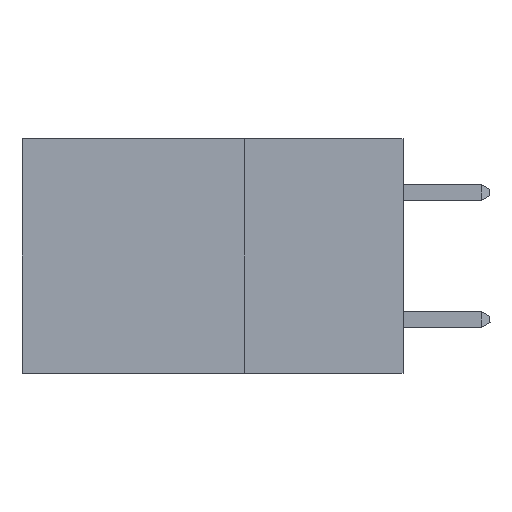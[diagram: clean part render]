
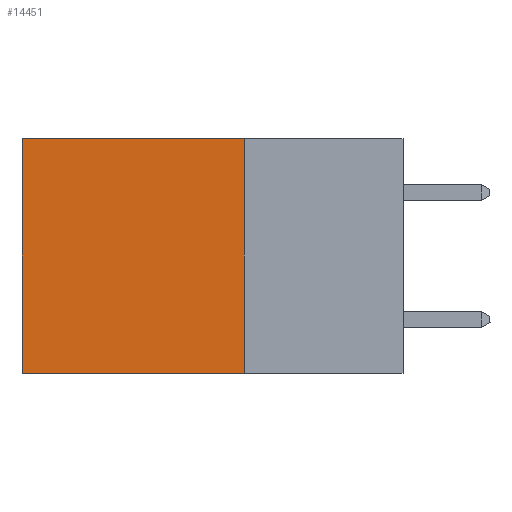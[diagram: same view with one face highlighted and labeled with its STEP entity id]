
A CAD part, left-side view. The second image highlights one B-rep face of the part: STEP entity #14451.
In plain terms, the highlighted planar face has unit normal (-1, 0, 0).
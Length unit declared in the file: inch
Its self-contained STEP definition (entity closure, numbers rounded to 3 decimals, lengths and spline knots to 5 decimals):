
#159 = DIRECTION ( 'NONE',  ( 0., 0., -1. ) ) ;
#1335 = DIRECTION ( 'NONE',  ( 0., 1., 0. ) ) ;
#2500 = VERTEX_POINT ( 'NONE', #15732 ) ;
#2871 = VECTOR ( 'NONE', #12094, 39.37008 ) ;
#2888 = CARTESIAN_POINT ( 'NONE',  ( 0.2875, 0.25, 0. ) ) ;
#2893 = CARTESIAN_POINT ( 'NONE',  ( 0.2875, 0.6, 0. ) ) ;
#4086 = EDGE_CURVE ( 'NONE', #9535, #17967, #12218, .T. ) ;
#5792 = AXIS2_PLACEMENT_3D ( 'NONE', #11122, #14315, #159 ) ;
#5840 = EDGE_CURVE ( 'NONE', #2500, #19279, #13931, .T. ) ;
#6828 = CARTESIAN_POINT ( 'NONE',  ( 0.2875, 0.25, -0.37 ) ) ;
#7352 = DIRECTION ( 'NONE',  ( 0., 0., -1. ) ) ;
#8660 = DIRECTION ( 'NONE',  ( 0., 1., 0. ) ) ;
#9468 = CARTESIAN_POINT ( 'NONE',  ( 0.2875, 0.6, 0. ) ) ;
#9535 = VERTEX_POINT ( 'NONE', #9468 ) ;
#9914 = LINE ( 'NONE', #10019, #17423 ) ;
#10019 = CARTESIAN_POINT ( 'NONE',  ( 0.2875, 0.25, -0.37 ) ) ;
#11122 = CARTESIAN_POINT ( 'NONE',  ( 0.2875, 0.25, 0. ) ) ;
#11368 = VECTOR ( 'NONE', #7352, 39.37008 ) ;
#12094 = DIRECTION ( 'NONE',  ( 0., 0., -1. ) ) ;
#12127 = ORIENTED_EDGE ( 'NONE', *, *, #5840, .F. ) ;
#12218 = LINE ( 'NONE', #2893, #11368 ) ;
#12664 = FACE_OUTER_BOUND ( 'NONE', #17531, .T. ) ;
#12924 = ORIENTED_EDGE ( 'NONE', *, *, #17858, .F. ) ;
#13459 = EDGE_CURVE ( 'NONE', #2500, #9535, #15526, .T. ) ;
#13931 = LINE ( 'NONE', #20238, #2871 ) ;
#14315 = DIRECTION ( 'NONE',  ( 1., 0., 0. ) ) ;
#14357 = VECTOR ( 'NONE', #1335, 39.37008 ) ;
#14451 = ADVANCED_FACE ( 'NONE', ( #12664 ), #18958, .F. ) ;
#14792 = ORIENTED_EDGE ( 'NONE', *, *, #4086, .T. ) ;
#15526 = LINE ( 'NONE', #2888, #14357 ) ;
#15732 = CARTESIAN_POINT ( 'NONE',  ( 0.2875, 0.25, 0. ) ) ;
#16817 = CARTESIAN_POINT ( 'NONE',  ( 0.2875, 0.6, -0.37 ) ) ;
#17423 = VECTOR ( 'NONE', #8660, 39.37008 ) ;
#17531 = EDGE_LOOP ( 'NONE', ( #14792, #12924, #12127, #18308 ) ) ;
#17858 = EDGE_CURVE ( 'NONE', #19279, #17967, #9914, .T. ) ;
#17967 = VERTEX_POINT ( 'NONE', #16817 ) ;
#18308 = ORIENTED_EDGE ( 'NONE', *, *, #13459, .T. ) ;
#18958 = PLANE ( 'NONE',  #5792 ) ;
#19279 = VERTEX_POINT ( 'NONE', #6828 ) ;
#20238 = CARTESIAN_POINT ( 'NONE',  ( 0.2875, 0.25, 0. ) ) ;
